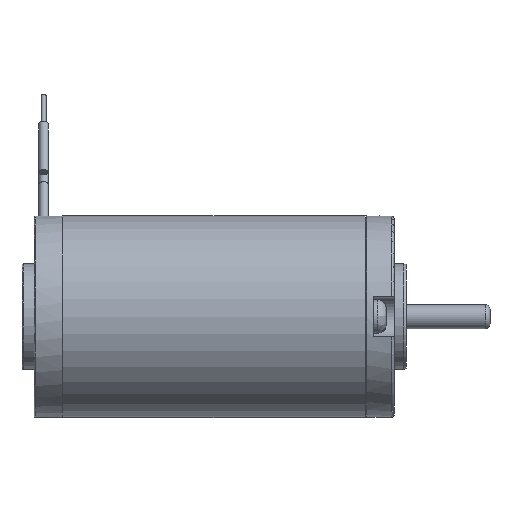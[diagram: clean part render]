
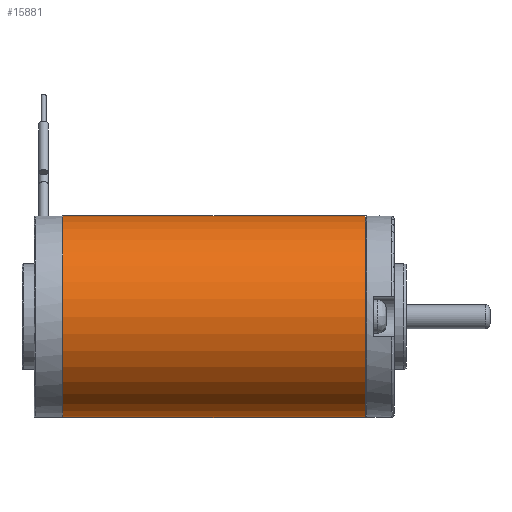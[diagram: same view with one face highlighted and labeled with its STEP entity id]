
A CAD part, front view. The second image highlights one B-rep face of the part: STEP entity #15881.
In plain terms, the highlighted cylindrical face has radius 21 mm (diameter 42 mm), a full revolution.
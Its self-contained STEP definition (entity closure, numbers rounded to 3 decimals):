
#3932=CYLINDRICAL_SURFACE('',#44560,21.);
#15881=ADVANCED_FACE('',(#17400,#17401),#3932,.T.);
#17400=FACE_BOUND('',#19887,.T.);
#17401=FACE_BOUND('',#19888,.T.);
#19887=EDGE_LOOP('',(#28651));
#19888=EDGE_LOOP('',(#28652));
#28651=ORIENTED_EDGE('',*,*,#39583,.T.);
#28652=ORIENTED_EDGE('',*,*,#39585,.T.);
#34580=VERTEX_POINT('',#68989);
#34582=VERTEX_POINT('',#68994);
#39583=EDGE_CURVE('',#34580,#34580,#41675,.T.);
#39585=EDGE_CURVE('',#34582,#34582,#41677,.T.);
#41675=CIRCLE('',#44555,21.);
#41677=CIRCLE('',#44558,21.);
#44555=AXIS2_PLACEMENT_3D('',#68988,#53522,#53523);
#44558=AXIS2_PLACEMENT_3D('',#68993,#53528,#53529);
#44560=AXIS2_PLACEMENT_3D('',#68996,#53532,#53533);
#53522=DIRECTION('',(1.,0.,0.));
#53523=DIRECTION('',(0.,-1.,0.));
#53528=DIRECTION('',(-1.,0.,0.));
#53529=DIRECTION('',(0.,1.,0.));
#53532=DIRECTION('',(-1.,0.,0.));
#53533=DIRECTION('',(0.,1.,0.));
#68988=CARTESIAN_POINT('',(0.,0.,0.));
#68989=CARTESIAN_POINT('',(0.,-21.,0.));
#68993=CARTESIAN_POINT('',(63.,0.,0.));
#68994=CARTESIAN_POINT('',(63.,21.,0.));
#68996=CARTESIAN_POINT('',(63.,0.,0.));
